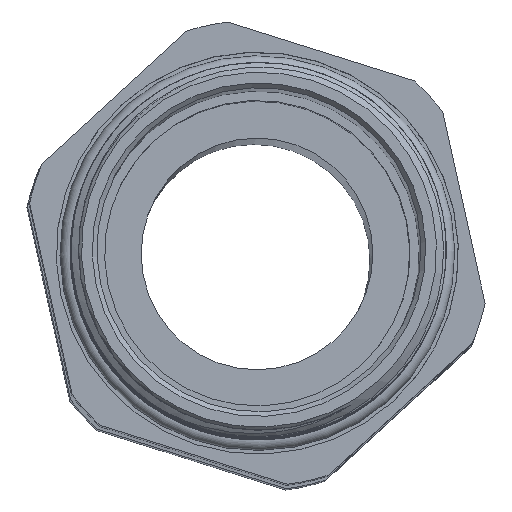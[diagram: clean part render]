
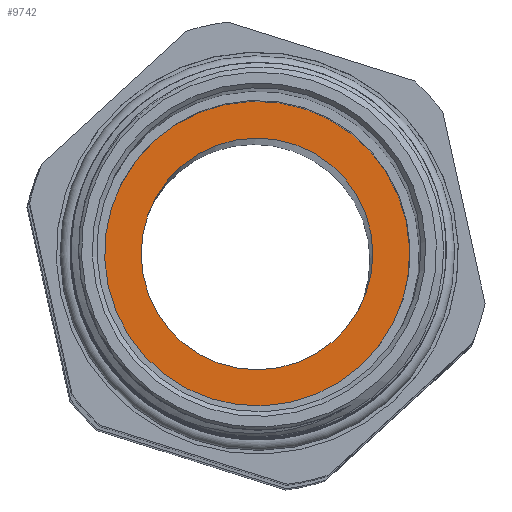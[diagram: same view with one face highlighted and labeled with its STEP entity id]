
A CAD part, front view. The second image highlights one B-rep face of the part: STEP entity #9742.
In plain terms, the highlighted face is planar.
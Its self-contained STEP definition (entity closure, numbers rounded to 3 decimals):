
#302=FACE_BOUND('',#1995,.T.);
#864=CIRCLE('',#11167,12.325);
#868=CIRCLE('',#11175,17.985);
#1409=FACE_OUTER_BOUND('',#1994,.T.);
#1994=EDGE_LOOP('',(#8866));
#1995=EDGE_LOOP('',(#8867));
#4309=VERTEX_POINT('',#23185);
#4313=VERTEX_POINT('',#23197);
#5827=EDGE_CURVE('',#4309,#4309,#864,.T.);
#5831=EDGE_CURVE('',#4313,#4313,#868,.T.);
#8866=ORIENTED_EDGE('',*,*,#5831,.T.);
#8867=ORIENTED_EDGE('',*,*,#5827,.F.);
#9201=PLANE('',#11176);
#9742=ADVANCED_FACE('',(#1409,#302),#9201,.T.);
#11167=AXIS2_PLACEMENT_3D('',#23186,#14243,#14244);
#11175=AXIS2_PLACEMENT_3D('',#23198,#14259,#14260);
#11176=AXIS2_PLACEMENT_3D('',#23199,#14261,#14262);
#14243=DIRECTION('center_axis',(1.,0.,0.));
#14244=DIRECTION('ref_axis',(0.,0.,-1.));
#14259=DIRECTION('center_axis',(1.,0.,0.));
#14260=DIRECTION('ref_axis',(0.,0.,-1.));
#14261=DIRECTION('center_axis',(1.,0.,0.));
#14262=DIRECTION('ref_axis',(0.,0.,-1.));
#23185=CARTESIAN_POINT('',(0.,12.325,0.));
#23186=CARTESIAN_POINT('Origin',(0.,0.,0.));
#23197=CARTESIAN_POINT('',(0.,17.985,0.));
#23198=CARTESIAN_POINT('Origin',(0.,0.,0.));
#23199=CARTESIAN_POINT('Origin',(0.,12.325,0.));
